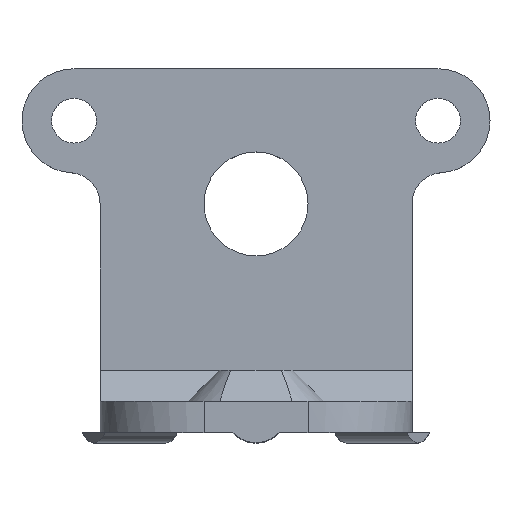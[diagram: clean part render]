
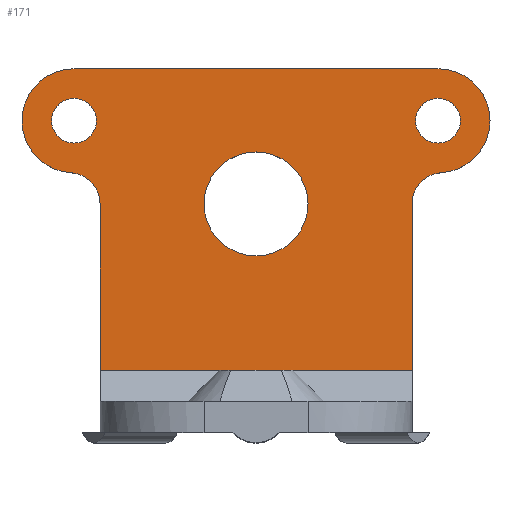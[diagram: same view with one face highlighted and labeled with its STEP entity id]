
A CAD part, top view. The second image highlights one B-rep face of the part: STEP entity #171.
In plain terms, the highlighted planar face has unit normal (0, 0, 1).
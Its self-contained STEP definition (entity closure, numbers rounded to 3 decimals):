
#3 = CIRCLE ( 'NONE', #1621, 5. ) ;
#15 = AXIS2_PLACEMENT_3D ( 'NONE', #1369, #1651, #361 ) ;
#56 = LINE ( 'NONE', #1041, #1092 ) ;
#72 = VERTEX_POINT ( 'NONE', #1076 ) ;
#93 = ORIENTED_EDGE ( 'NONE', *, *, #1506, .F. ) ;
#131 = DIRECTION ( 'NONE',  ( 1., 0., 0. ) ) ;
#138 = LINE ( 'NONE', #1820, #1422 ) ;
#150 = VECTOR ( 'NONE', #648, 1000. ) ;
#151 = VERTEX_POINT ( 'NONE', #1858 ) ;
#158 = EDGE_CURVE ( 'NONE', #674, #1373, #185, .T. ) ;
#159 = CARTESIAN_POINT ( 'NONE',  ( -15., -7.984, 3. ) ) ;
#171 = ADVANCED_FACE ( 'NONE', ( #1013, #1750, #316, #607 ), #1443, .F. ) ;
#182 = EDGE_CURVE ( 'NONE', #1549, #619, #866, .T. ) ;
#184 = DIRECTION ( 'NONE',  ( 0., 0., 1. ) ) ;
#185 = CIRCLE ( 'NONE', #323, 5. ) ;
#218 = DIRECTION ( 'NONE',  ( 0., 0., 1. ) ) ;
#225 = EDGE_CURVE ( 'NONE', #286, #1770, #471, .T. ) ;
#228 = ORIENTED_EDGE ( 'NONE', *, *, #182, .T. ) ;
#230 = DIRECTION ( 'NONE',  ( -1., 0., 0. ) ) ;
#248 = CARTESIAN_POINT ( 'NONE',  ( -22.5, 5., 3. ) ) ;
#259 = CARTESIAN_POINT ( 'NONE',  ( -17.5, 0., 3. ) ) ;
#271 = ORIENTED_EDGE ( 'NONE', *, *, #1800, .T. ) ;
#272 = VERTEX_POINT ( 'NONE', #534 ) ;
#279 = EDGE_LOOP ( 'NONE', ( #1209, #1062 ) ) ;
#281 = DIRECTION ( 'NONE',  ( -1., 0., 0. ) ) ;
#286 = VERTEX_POINT ( 'NONE', #366 ) ;
#288 = CARTESIAN_POINT ( 'NONE',  ( -15., -24., 3. ) ) ;
#302 = CARTESIAN_POINT ( 'NONE',  ( 17.5, 0., 3. ) ) ;
#316 = FACE_BOUND ( 'NONE', #1556, .T. ) ;
#323 = AXIS2_PLACEMENT_3D ( 'NONE', #1182, #184, #1606 ) ;
#332 = EDGE_CURVE ( 'NONE', #442, #674, #395, .T. ) ;
#341 = DIRECTION ( 'NONE',  ( -1., 0., 0. ) ) ;
#349 = CARTESIAN_POINT ( 'NONE',  ( 19.65, 0., 3. ) ) ;
#353 = CARTESIAN_POINT ( 'NONE',  ( -22.5, 0., 3. ) ) ;
#361 = DIRECTION ( 'NONE',  ( -1., 0., 0. ) ) ;
#366 = CARTESIAN_POINT ( 'NONE',  ( 15.35, 0., 3. ) ) ;
#378 = DIRECTION ( 'NONE',  ( 0., -1., 0. ) ) ;
#395 = LINE ( 'NONE', #248, #150 ) ;
#398 = AXIS2_PLACEMENT_3D ( 'NONE', #560, #524, #131 ) ;
#422 = AXIS2_PLACEMENT_3D ( 'NONE', #919, #1626, #1377 ) ;
#428 = VECTOR ( 'NONE', #378, 1000. ) ;
#442 = VERTEX_POINT ( 'NONE', #1251 ) ;
#444 = DIRECTION ( 'NONE',  ( -1., 0., 0. ) ) ;
#454 = ORIENTED_EDGE ( 'NONE', *, *, #225, .F. ) ;
#468 = DIRECTION ( 'NONE',  ( 1., 0., 0. ) ) ;
#471 = CIRCLE ( 'NONE', #1856, 2.15 ) ;
#519 = CIRCLE ( 'NONE', #1686, 2.15 ) ;
#524 = DIRECTION ( 'NONE',  ( 0., 0., 1. ) ) ;
#534 = CARTESIAN_POINT ( 'NONE',  ( -17.813, -4.99, 3. ) ) ;
#539 = EDGE_CURVE ( 'NONE', #1119, #151, #561, .T. ) ;
#540 = VERTEX_POINT ( 'NONE', #687 ) ;
#542 = CARTESIAN_POINT ( 'NONE',  ( -15.35, 0., 3. ) ) ;
#560 = CARTESIAN_POINT ( 'NONE',  ( 0., -8., 3. ) ) ;
#561 = CIRCLE ( 'NONE', #1022, 2.15 ) ;
#570 = CARTESIAN_POINT ( 'NONE',  ( -17.5, 5., 3. ) ) ;
#574 = CIRCLE ( 'NONE', #670, 5. ) ;
#581 = ORIENTED_EDGE ( 'NONE', *, *, #1413, .T. ) ;
#582 = CARTESIAN_POINT ( 'NONE',  ( 17.813, -4.99, 3. ) ) ;
#588 = CARTESIAN_POINT ( 'NONE',  ( 18., -7.984, 3. ) ) ;
#596 = ORIENTED_EDGE ( 'NONE', *, *, #332, .T. ) ;
#606 = AXIS2_PLACEMENT_3D ( 'NONE', #302, #748, #341 ) ;
#607 = FACE_BOUND ( 'NONE', #1260, .T. ) ;
#616 = VERTEX_POINT ( 'NONE', #993 ) ;
#619 = VERTEX_POINT ( 'NONE', #582 ) ;
#628 = CARTESIAN_POINT ( 'NONE',  ( 17.5, 0., 3. ) ) ;
#633 = ORIENTED_EDGE ( 'NONE', *, *, #992, .F. ) ;
#636 = CIRCLE ( 'NONE', #791, 2.15 ) ;
#648 = DIRECTION ( 'NONE',  ( -1., 0., 0. ) ) ;
#670 = AXIS2_PLACEMENT_3D ( 'NONE', #1797, #218, #792 ) ;
#674 = VERTEX_POINT ( 'NONE', #570 ) ;
#684 = AXIS2_PLACEMENT_3D ( 'NONE', #1318, #1581, #732 ) ;
#686 = EDGE_LOOP ( 'NONE', ( #1210, #228, #1287, #1409, #596, #1486, #581, #271, #1739, #1535 ) ) ;
#687 = CARTESIAN_POINT ( 'NONE',  ( 5., -8., 3. ) ) ;
#712 = CARTESIAN_POINT ( 'NONE',  ( 22.5, 0., 3. ) ) ;
#732 = DIRECTION ( 'NONE',  ( -1., 0., 0. ) ) ;
#748 = DIRECTION ( 'NONE',  ( 0., 0., 1. ) ) ;
#785 = EDGE_CURVE ( 'NONE', #619, #1057, #3, .T. ) ;
#791 = AXIS2_PLACEMENT_3D ( 'NONE', #628, #1070, #1212 ) ;
#792 = DIRECTION ( 'NONE',  ( -1., 0., 0. ) ) ;
#832 = EDGE_CURVE ( 'NONE', #869, #616, #56, .T. ) ;
#835 = DIRECTION ( 'NONE',  ( 0., 0., 1. ) ) ;
#840 = VERTEX_POINT ( 'NONE', #159 ) ;
#866 = CIRCLE ( 'NONE', #1794, 3. ) ;
#869 = VERTEX_POINT ( 'NONE', #288 ) ;
#887 = CARTESIAN_POINT ( 'NONE',  ( -17.5, 0., 3. ) ) ;
#919 = CARTESIAN_POINT ( 'NONE',  ( 0., -8., 3. ) ) ;
#925 = EDGE_CURVE ( 'NONE', #840, #869, #1516, .T. ) ;
#966 = DIRECTION ( 'NONE',  ( 0., 1., 0. ) ) ;
#992 = EDGE_CURVE ( 'NONE', #72, #540, #1660, .T. ) ;
#993 = CARTESIAN_POINT ( 'NONE',  ( 15., -24., 3. ) ) ;
#1013 = FACE_OUTER_BOUND ( 'NONE', #686, .T. ) ;
#1022 = AXIS2_PLACEMENT_3D ( 'NONE', #259, #835, #1405 ) ;
#1026 = EDGE_CURVE ( 'NONE', #616, #1549, #138, .T. ) ;
#1035 = CIRCLE ( 'NONE', #15, 3. ) ;
#1041 = CARTESIAN_POINT ( 'NONE',  ( 15., -24., 3. ) ) ;
#1049 = DIRECTION ( 'NONE',  ( 0., 0., 1. ) ) ;
#1057 = VERTEX_POINT ( 'NONE', #712 ) ;
#1062 = ORIENTED_EDGE ( 'NONE', *, *, #539, .F. ) ;
#1070 = DIRECTION ( 'NONE',  ( 0., 0., 1. ) ) ;
#1076 = CARTESIAN_POINT ( 'NONE',  ( -5., -8., 3. ) ) ;
#1092 = VECTOR ( 'NONE', #468, 1000. ) ;
#1097 = CARTESIAN_POINT ( 'NONE',  ( 17.5, 0., 3. ) ) ;
#1119 = VERTEX_POINT ( 'NONE', #542 ) ;
#1148 = CARTESIAN_POINT ( 'NONE',  ( 15., -7.984, 3. ) ) ;
#1170 = DIRECTION ( 'NONE',  ( 0., 0., -1. ) ) ;
#1182 = CARTESIAN_POINT ( 'NONE',  ( -17.5, 0., 3. ) ) ;
#1183 = DIRECTION ( 'NONE',  ( 1., 0., 0. ) ) ;
#1209 = ORIENTED_EDGE ( 'NONE', *, *, #1300, .F. ) ;
#1210 = ORIENTED_EDGE ( 'NONE', *, *, #1026, .T. ) ;
#1212 = DIRECTION ( 'NONE',  ( -1., 0., 0. ) ) ;
#1251 = CARTESIAN_POINT ( 'NONE',  ( 17.5, 5., 3. ) ) ;
#1253 = DIRECTION ( 'NONE',  ( 0., 0., 1. ) ) ;
#1260 = EDGE_LOOP ( 'NONE', ( #633, #93 ) ) ;
#1287 = ORIENTED_EDGE ( 'NONE', *, *, #785, .T. ) ;
#1300 = EDGE_CURVE ( 'NONE', #151, #1119, #519, .T. ) ;
#1318 = CARTESIAN_POINT ( 'NONE',  ( 0., 0., 3. ) ) ;
#1358 = EDGE_CURVE ( 'NONE', #1770, #286, #636, .T. ) ;
#1369 = CARTESIAN_POINT ( 'NONE',  ( -18., -7.984, 3. ) ) ;
#1373 = VERTEX_POINT ( 'NONE', #353 ) ;
#1377 = DIRECTION ( 'NONE',  ( 1., 0., 0. ) ) ;
#1405 = DIRECTION ( 'NONE',  ( 1., 0., 0. ) ) ;
#1409 = ORIENTED_EDGE ( 'NONE', *, *, #1611, .T. ) ;
#1413 = EDGE_CURVE ( 'NONE', #1373, #272, #574, .T. ) ;
#1418 = CIRCLE ( 'NONE', #606, 5. ) ;
#1422 = VECTOR ( 'NONE', #966, 1000. ) ;
#1443 = PLANE ( 'NONE',  #684 ) ;
#1458 = DIRECTION ( 'NONE',  ( 0., 0., 1. ) ) ;
#1486 = ORIENTED_EDGE ( 'NONE', *, *, #158, .T. ) ;
#1506 = EDGE_CURVE ( 'NONE', #540, #72, #1661, .T. ) ;
#1516 = LINE ( 'NONE', #1666, #428 ) ;
#1535 = ORIENTED_EDGE ( 'NONE', *, *, #832, .T. ) ;
#1541 = ORIENTED_EDGE ( 'NONE', *, *, #1358, .F. ) ;
#1549 = VERTEX_POINT ( 'NONE', #1148 ) ;
#1556 = EDGE_LOOP ( 'NONE', ( #454, #1541 ) ) ;
#1581 = DIRECTION ( 'NONE',  ( 0., 0., -1. ) ) ;
#1606 = DIRECTION ( 'NONE',  ( -1., 0., 0. ) ) ;
#1611 = EDGE_CURVE ( 'NONE', #1057, #442, #1418, .T. ) ;
#1621 = AXIS2_PLACEMENT_3D ( 'NONE', #1752, #1049, #281 ) ;
#1626 = DIRECTION ( 'NONE',  ( 0., 0., 1. ) ) ;
#1651 = DIRECTION ( 'NONE',  ( 0., 0., -1. ) ) ;
#1660 = CIRCLE ( 'NONE', #422, 5. ) ;
#1661 = CIRCLE ( 'NONE', #398, 5. ) ;
#1666 = CARTESIAN_POINT ( 'NONE',  ( -15., 0., 3. ) ) ;
#1686 = AXIS2_PLACEMENT_3D ( 'NONE', #887, #1458, #1183 ) ;
#1739 = ORIENTED_EDGE ( 'NONE', *, *, #925, .T. ) ;
#1750 = FACE_BOUND ( 'NONE', #279, .T. ) ;
#1752 = CARTESIAN_POINT ( 'NONE',  ( 17.5, 0., 3. ) ) ;
#1770 = VERTEX_POINT ( 'NONE', #349 ) ;
#1794 = AXIS2_PLACEMENT_3D ( 'NONE', #588, #1170, #444 ) ;
#1797 = CARTESIAN_POINT ( 'NONE',  ( -17.5, 0., 3. ) ) ;
#1800 = EDGE_CURVE ( 'NONE', #272, #840, #1035, .T. ) ;
#1820 = CARTESIAN_POINT ( 'NONE',  ( 15., 0., 3. ) ) ;
#1856 = AXIS2_PLACEMENT_3D ( 'NONE', #1097, #1253, #230 ) ;
#1858 = CARTESIAN_POINT ( 'NONE',  ( -19.65, 0., 3. ) ) ;
